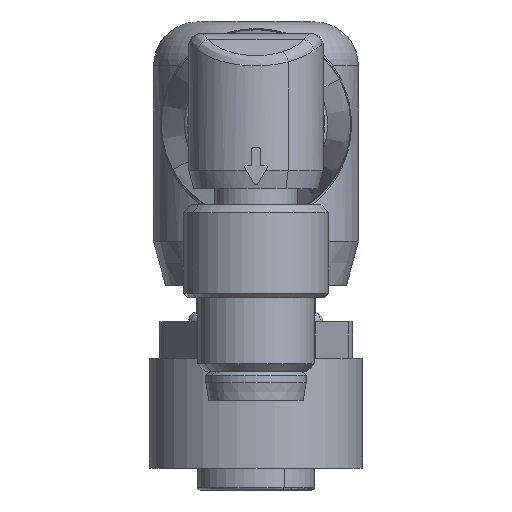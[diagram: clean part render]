
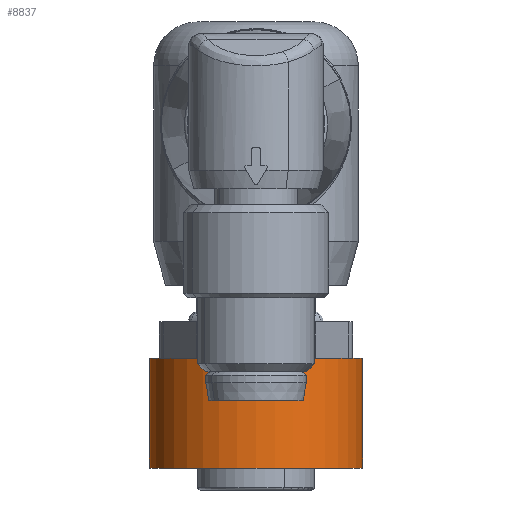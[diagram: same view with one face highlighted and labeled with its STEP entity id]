
A CAD part, front view. The second image highlights one B-rep face of the part: STEP entity #8837.
In plain terms, the highlighted cylindrical face has radius 7.3 mm (diameter 14.6 mm), a partial arc.
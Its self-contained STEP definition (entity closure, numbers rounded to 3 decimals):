
#8589=AXIS2_PLACEMENT_3D('Circle Axis2P3D',#8587,#8588,$) ;
#8810=AXIS2_PLACEMENT_3D('Cylinder Axis2P3D',#8807,#8808,#8809) ;
#8821=AXIS2_PLACEMENT_3D('Circle Axis2P3D',#8819,#8820,$) ;
#8582=CARTESIAN_POINT('Vertex',(0.,157.775,9.)) ;
#8584=CARTESIAN_POINT('Vertex',(14.6,157.775,9.)) ;
#8587=CARTESIAN_POINT('Axis2P3D Location',(7.3,157.775,9.)) ;
#8807=CARTESIAN_POINT('Axis2P3D Location',(7.3,157.775,5.25)) ;
#8812=CARTESIAN_POINT('Line Origine',(0.,157.775,5.25)) ;
#8816=CARTESIAN_POINT('Vertex',(0.,157.775,1.5)) ;
#8819=CARTESIAN_POINT('Axis2P3D Location',(7.3,157.775,1.5)) ;
#8823=CARTESIAN_POINT('Vertex',(14.6,157.775,1.5)) ;
#8826=CARTESIAN_POINT('Line Origine',(14.6,157.775,5.25)) ;
#8588=DIRECTION('Axis2P3D Direction',(0.,0.,-1.)) ;
#8808=DIRECTION('Axis2P3D Direction',(0.,0.,-1.)) ;
#8809=DIRECTION('Axis2P3D XDirection',(1.,0.,0.)) ;
#8813=DIRECTION('Vector Direction',(0.,0.,-1.)) ;
#8820=DIRECTION('Axis2P3D Direction',(0.,0.,-1.)) ;
#8827=DIRECTION('Vector Direction',(0.,0.,-1.)) ;
#8814=VECTOR('Line Direction',#8813,1.) ;
#8828=VECTOR('Line Direction',#8827,1.) ;
#8832=ORIENTED_EDGE('',*,*,#8591,.T.) ;
#8833=ORIENTED_EDGE('',*,*,#8818,.F.) ;
#8834=ORIENTED_EDGE('',*,*,#8825,.F.) ;
#8835=ORIENTED_EDGE('',*,*,#8830,.T.) ;
#8837=ADVANCED_FACE('Hauptk\X2\00F6\X0\rper',(#8836),#8811,.T.) ;
#8590=CIRCLE('generated circle',#8589,7.3) ;
#8822=CIRCLE('generated circle',#8821,7.3) ;
#8811=CYLINDRICAL_SURFACE('generated cylinder',#8810,7.3) ;
#8591=EDGE_CURVE('',#8585,#8583,#8590,.T.) ;
#8818=EDGE_CURVE('',#8817,#8583,#8815,.F.) ;
#8825=EDGE_CURVE('',#8824,#8817,#8822,.T.) ;
#8830=EDGE_CURVE('',#8824,#8585,#8829,.F.) ;
#8831=EDGE_LOOP('',(#8832,#8833,#8834,#8835)) ;
#8836=FACE_OUTER_BOUND('',#8831,.T.) ;
#8815=LINE('Line',#8812,#8814) ;
#8829=LINE('Line',#8826,#8828) ;
#8583=VERTEX_POINT('',#8582) ;
#8585=VERTEX_POINT('',#8584) ;
#8817=VERTEX_POINT('',#8816) ;
#8824=VERTEX_POINT('',#8823) ;
